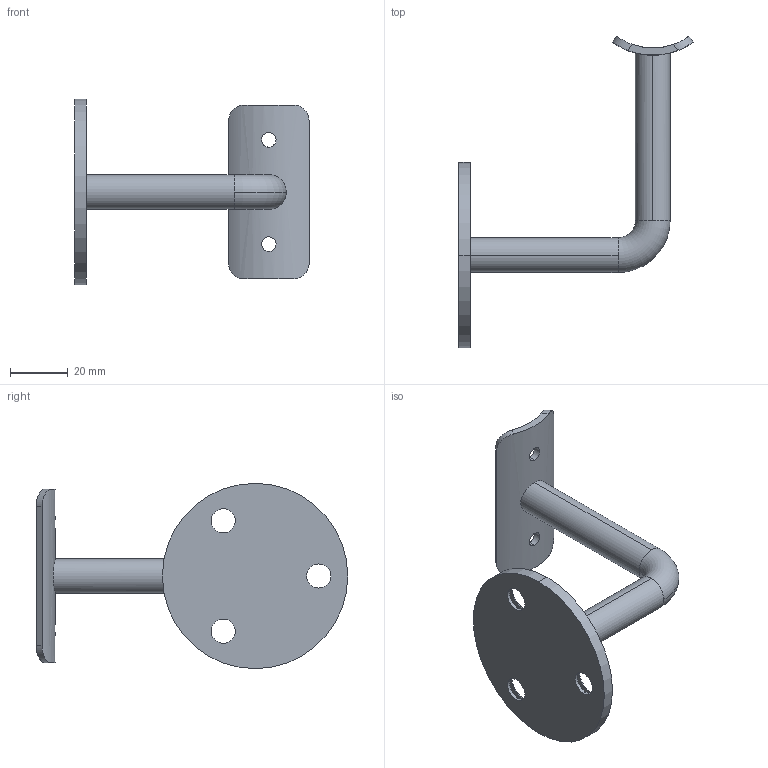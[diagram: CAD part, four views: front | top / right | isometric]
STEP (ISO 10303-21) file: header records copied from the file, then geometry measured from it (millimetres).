
FILE_DESCRIPTION (( 'STEP AP203' ), '1' );
FILE_NAME ('3D_GW2642_42.4_188671310.STEP', '2024-09-26T12:54:34', ( '' ), ( '' ), 'SwSTEP 2.0', 'SolidWorks 2024', '' );
FILE_SCHEMA (( 'CONFIG_CONTROL_DESIGN' ));
Length unit declared in the file: millimetre
Products named in the file (1): 3D_GW2642_42.4_188671310
Bounding box: 80.97 x 107.58 x 64 mm (x, y, z)
Volume: 14753.3 mm3; surface area: 25310.1 mm2
Topology: 1 solids, 1 shells, 47 faces, 120 edges, 80 vertices
Faces by surface type: cylinder 29, plane 8, cone 6, torus 4
Entity records: 2107 total; most frequent: CARTESIAN_POINT 836, DIRECTION 256, ORIENTED_EDGE 240, EDGE_CURVE 120, AXIS2_PLACEMENT_3D 108, VERTEX_POINT 80, EDGE_LOOP 66, CIRCLE 60
